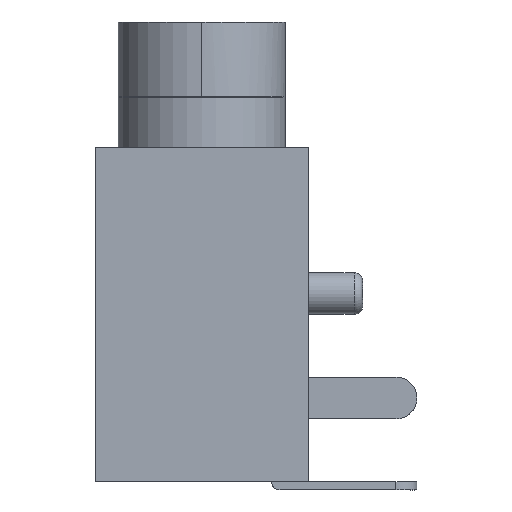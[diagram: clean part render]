
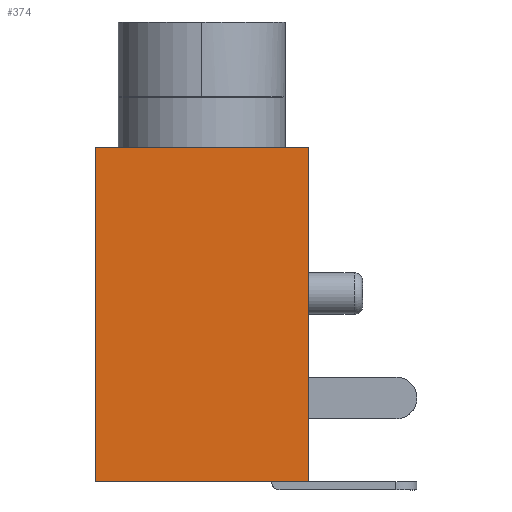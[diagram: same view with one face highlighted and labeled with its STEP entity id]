
A CAD part, left-side view. The second image highlights one B-rep face of the part: STEP entity #374.
In plain terms, the highlighted planar face has unit normal (-1, 0, 0).
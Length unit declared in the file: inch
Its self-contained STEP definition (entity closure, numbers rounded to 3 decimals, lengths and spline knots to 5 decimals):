
#16 = DIRECTION ( 'NONE',  ( 0., 0., 1. ) ) ;
#254 = CARTESIAN_POINT ( 'NONE',  ( -0.10205, 0., -0.17717 ) ) ;
#295 = ORIENTED_EDGE ( 'NONE', *, *, #4343, .T. ) ;
#374 = ADVANCED_FACE ( 'NONE', ( #1759 ), #3555, .T. ) ;
#524 = VERTEX_POINT ( 'NONE', #2584 ) ;
#569 = VECTOR ( 'NONE', #4360, 39.37008 ) ;
#708 = ORIENTED_EDGE ( 'NONE', *, *, #3162, .F. ) ;
#1151 = DIRECTION ( 'NONE',  ( 0., -1., 0. ) ) ;
#1254 = VECTOR ( 'NONE', #1151, 39.37008 ) ;
#1295 = CARTESIAN_POINT ( 'NONE',  ( -0.10205, -0.10849, 0. ) ) ;
#1595 = EDGE_CURVE ( 'NONE', #6691, #1699, #6396, .T. ) ;
#1699 = VERTEX_POINT ( 'NONE', #5681 ) ;
#1715 = LINE ( 'NONE', #4048, #5059 ) ;
#1759 = FACE_OUTER_BOUND ( 'NONE', #4823, .T. ) ;
#2325 = CARTESIAN_POINT ( 'NONE',  ( -0.10205, -0.11046, 0.1378 ) ) ;
#2584 = CARTESIAN_POINT ( 'NONE',  ( -0.10205, -0.10849, -0.17717 ) ) ;
#3127 = LINE ( 'NONE', #1295, #3891 ) ;
#3162 = EDGE_CURVE ( 'NONE', #6052, #6691, #1715, .T. ) ;
#3555 = PLANE ( 'NONE',  #4435 ) ;
#3891 = VECTOR ( 'NONE', #6670, 39.37008 ) ;
#3938 = CARTESIAN_POINT ( 'NONE',  ( -0.10205, 0.09229, 0.1378 ) ) ;
#4048 = CARTESIAN_POINT ( 'NONE',  ( -0.10205, 0.09229, 0. ) ) ;
#4200 = DIRECTION ( 'NONE',  ( 0., 0., 1. ) ) ;
#4343 = EDGE_CURVE ( 'NONE', #6052, #524, #6134, .T. ) ;
#4360 = DIRECTION ( 'NONE',  ( 0., -1., 0. ) ) ;
#4435 = AXIS2_PLACEMENT_3D ( 'NONE', #5861, #4665, #4200 ) ;
#4665 = DIRECTION ( 'NONE',  ( -1., 0., 0. ) ) ;
#4823 = EDGE_LOOP ( 'NONE', ( #295, #7164, #5740, #708 ) ) ;
#5059 = VECTOR ( 'NONE', #16, 39.37008 ) ;
#5681 = CARTESIAN_POINT ( 'NONE',  ( -0.10205, -0.10849, 0.1378 ) ) ;
#5740 = ORIENTED_EDGE ( 'NONE', *, *, #1595, .F. ) ;
#5861 = CARTESIAN_POINT ( 'NONE',  ( -0.10205, 0., 0. ) ) ;
#6052 = VERTEX_POINT ( 'NONE', #7505 ) ;
#6134 = LINE ( 'NONE', #254, #569 ) ;
#6396 = LINE ( 'NONE', #2325, #1254 ) ;
#6670 = DIRECTION ( 'NONE',  ( 0., 0., 1. ) ) ;
#6691 = VERTEX_POINT ( 'NONE', #3938 ) ;
#7164 = ORIENTED_EDGE ( 'NONE', *, *, #7422, .T. ) ;
#7422 = EDGE_CURVE ( 'NONE', #524, #1699, #3127, .T. ) ;
#7505 = CARTESIAN_POINT ( 'NONE',  ( -0.10205, 0.09229, -0.17717 ) ) ;
